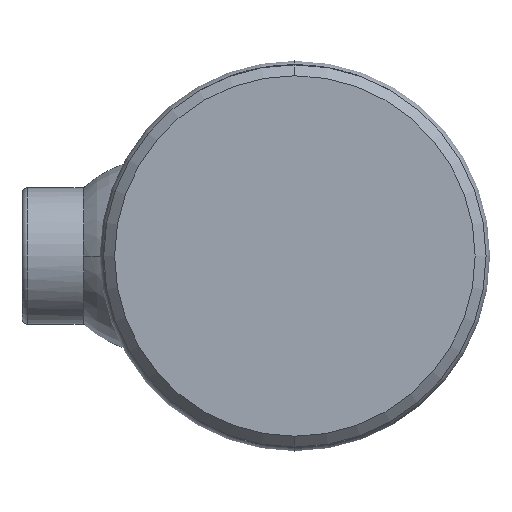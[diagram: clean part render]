
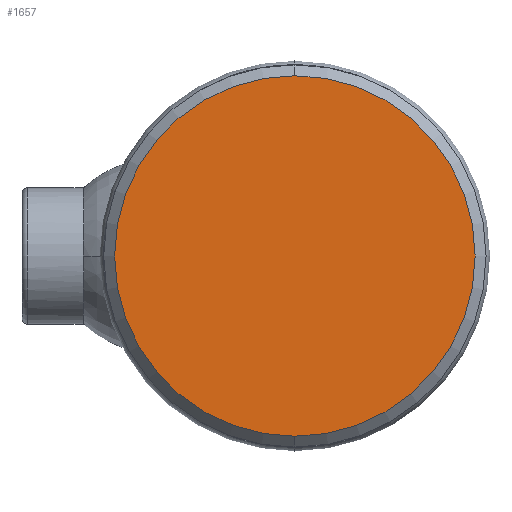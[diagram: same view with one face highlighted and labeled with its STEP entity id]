
A CAD part, left-side view. The second image highlights one B-rep face of the part: STEP entity #1657.
In plain terms, the highlighted planar face has unit normal (-1, 0, 0).
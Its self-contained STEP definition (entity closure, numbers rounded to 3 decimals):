
#25 = VERTEX_POINT ( 'NONE', #902 ) ;
#311 = FACE_OUTER_BOUND ( 'NONE', #2407, .T. ) ;
#618 = ORIENTED_EDGE ( 'NONE', *, *, #2149, .T. ) ;
#688 = ORIENTED_EDGE ( 'NONE', *, *, #1550, .T. ) ;
#828 = DIRECTION ( 'NONE',  ( 0., 0., -1. ) ) ;
#845 = DIRECTION ( 'NONE',  ( -1., 0., 0. ) ) ;
#851 = CARTESIAN_POINT ( 'NONE',  ( 0., 0., 0. ) ) ;
#902 = CARTESIAN_POINT ( 'NONE',  ( 0., 0., 33. ) ) ;
#965 = DIRECTION ( 'NONE',  ( -1., 0., 0. ) ) ;
#1499 = CIRCLE ( 'NONE', #2561, 33. ) ;
#1550 = EDGE_CURVE ( 'NONE', #25, #2671, #1499, .T. ) ;
#1657 = ADVANCED_FACE ( 'NONE', ( #311 ), #2650, .F. ) ;
#1716 = AXIS2_PLACEMENT_3D ( 'NONE', #2000, #2703, #3241 ) ;
#1810 = CARTESIAN_POINT ( 'NONE',  ( 0., 0., -33. ) ) ;
#2000 = CARTESIAN_POINT ( 'NONE',  ( 0., 0., 0. ) ) ;
#2149 = EDGE_CURVE ( 'NONE', #2671, #25, #3394, .T. ) ;
#2312 = CARTESIAN_POINT ( 'NONE',  ( 0., 0., 0. ) ) ;
#2407 = EDGE_LOOP ( 'NONE', ( #618, #688 ) ) ;
#2553 = AXIS2_PLACEMENT_3D ( 'NONE', #2312, #965, #3419 ) ;
#2561 = AXIS2_PLACEMENT_3D ( 'NONE', #851, #845, #828 ) ;
#2650 = PLANE ( 'NONE',  #1716 ) ;
#2671 = VERTEX_POINT ( 'NONE', #1810 ) ;
#2703 = DIRECTION ( 'NONE',  ( 1., 0., 0. ) ) ;
#3241 = DIRECTION ( 'NONE',  ( 0., 0., -1. ) ) ;
#3394 = CIRCLE ( 'NONE', #2553, 33. ) ;
#3419 = DIRECTION ( 'NONE',  ( 0., 0., -1. ) ) ;
